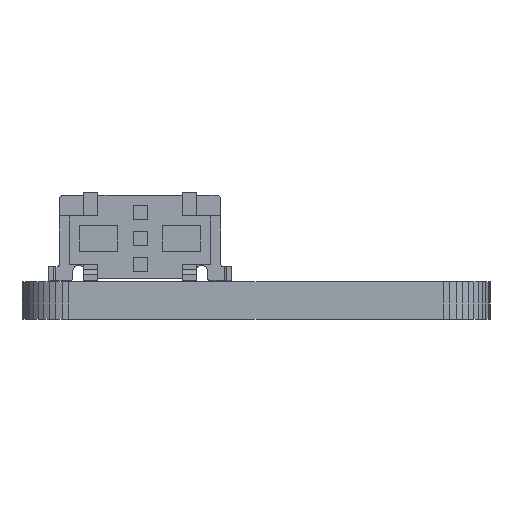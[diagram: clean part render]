
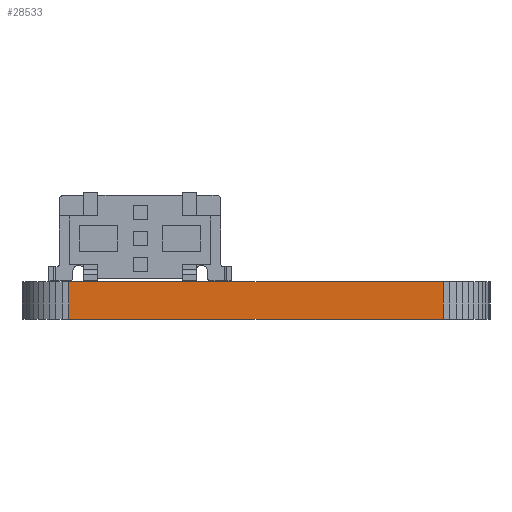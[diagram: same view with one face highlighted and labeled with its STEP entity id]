
A CAD part, front view. The second image highlights one B-rep face of the part: STEP entity #28533.
In plain terms, the highlighted planar face has unit normal (0, -1, 0).
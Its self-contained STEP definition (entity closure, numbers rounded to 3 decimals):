
#24136 = PLANE('',#24137);
#24137 = AXIS2_PLACEMENT_3D('',#24138,#24139,#24140);
#24138 = CARTESIAN_POINT('',(92.,-64.,1.6));
#24139 = DIRECTION('',(-0.,-0.,-1.));
#24140 = DIRECTION('',(-1.,0.,0.));
#24190 = PLANE('',#24191);
#24191 = AXIS2_PLACEMENT_3D('',#24192,#24193,#24194);
#24192 = CARTESIAN_POINT('',(92.,-64.,0.));
#24193 = DIRECTION('',(-0.,-0.,-1.));
#24194 = DIRECTION('',(-1.,0.,0.));
#24887 = VERTEX_POINT('',#24888);
#24888 = CARTESIAN_POINT('',(100.,-82.,0.));
#24902 = PLANE('',#24903);
#24903 = AXIS2_PLACEMENT_3D('',#24904,#24905,#24906);
#24904 = CARTESIAN_POINT('',(100.285,-81.98,0.));
#24905 = DIRECTION('',(0.071,-0.997,0.));
#24906 = DIRECTION('',(-0.997,-0.071,0.));
#24914 = EDGE_CURVE('',#24887,#24915,#24917,.T.);
#24915 = VERTEX_POINT('',#24916);
#24916 = CARTESIAN_POINT('',(84.,-82.,0.));
#24917 = SURFACE_CURVE('',#24918,(#24922,#24929),.PCURVE_S1.);
#24918 = LINE('',#24919,#24920);
#24919 = CARTESIAN_POINT('',(100.,-82.,0.));
#24920 = VECTOR('',#24921,1.);
#24921 = DIRECTION('',(-1.,0.,0.));
#24922 = PCURVE('',#24190,#24923);
#24923 = DEFINITIONAL_REPRESENTATION('',(#24924),#24928);
#24924 = LINE('',#24925,#24926);
#24925 = CARTESIAN_POINT('',(-8.,-18.));
#24926 = VECTOR('',#24927,1.);
#24927 = DIRECTION('',(1.,0.));
#24928 = ( GEOMETRIC_REPRESENTATION_CONTEXT(2) 
PARAMETRIC_REPRESENTATION_CONTEXT() REPRESENTATION_CONTEXT('2D SPACE',''
  ) );
#24929 = PCURVE('',#24930,#24935);
#24930 = PLANE('',#24931);
#24931 = AXIS2_PLACEMENT_3D('',#24932,#24933,#24934);
#24932 = CARTESIAN_POINT('',(100.,-82.,0.));
#24933 = DIRECTION('',(0.,-1.,0.));
#24934 = DIRECTION('',(-1.,0.,0.));
#24935 = DEFINITIONAL_REPRESENTATION('',(#24936),#24940);
#24936 = LINE('',#24937,#24938);
#24937 = CARTESIAN_POINT('',(0.,-0.));
#24938 = VECTOR('',#24939,1.);
#24939 = DIRECTION('',(1.,0.));
#24940 = ( GEOMETRIC_REPRESENTATION_CONTEXT(2) 
PARAMETRIC_REPRESENTATION_CONTEXT() REPRESENTATION_CONTEXT('2D SPACE',''
  ) );
#24958 = PLANE('',#24959);
#24959 = AXIS2_PLACEMENT_3D('',#24960,#24961,#24962);
#24960 = CARTESIAN_POINT('',(84.,-82.,0.));
#24961 = DIRECTION('',(-0.071,-0.997,0.));
#24962 = DIRECTION('',(-0.997,0.071,0.));
#26471 = VERTEX_POINT('',#26472);
#26472 = CARTESIAN_POINT('',(100.,-82.,1.6));
#26493 = EDGE_CURVE('',#26471,#26494,#26496,.T.);
#26494 = VERTEX_POINT('',#26495);
#26495 = CARTESIAN_POINT('',(84.,-82.,1.6));
#26496 = SURFACE_CURVE('',#26497,(#26501,#26508),.PCURVE_S1.);
#26497 = LINE('',#26498,#26499);
#26498 = CARTESIAN_POINT('',(100.,-82.,1.6));
#26499 = VECTOR('',#26500,1.);
#26500 = DIRECTION('',(-1.,0.,0.));
#26501 = PCURVE('',#24136,#26502);
#26502 = DEFINITIONAL_REPRESENTATION('',(#26503),#26507);
#26503 = LINE('',#26504,#26505);
#26504 = CARTESIAN_POINT('',(-8.,-18.));
#26505 = VECTOR('',#26506,1.);
#26506 = DIRECTION('',(1.,0.));
#26507 = ( GEOMETRIC_REPRESENTATION_CONTEXT(2) 
PARAMETRIC_REPRESENTATION_CONTEXT() REPRESENTATION_CONTEXT('2D SPACE',''
  ) );
#26508 = PCURVE('',#24930,#26509);
#26509 = DEFINITIONAL_REPRESENTATION('',(#26510),#26514);
#26510 = LINE('',#26511,#26512);
#26511 = CARTESIAN_POINT('',(0.,-1.6));
#26512 = VECTOR('',#26513,1.);
#26513 = DIRECTION('',(1.,0.));
#26514 = ( GEOMETRIC_REPRESENTATION_CONTEXT(2) 
PARAMETRIC_REPRESENTATION_CONTEXT() REPRESENTATION_CONTEXT('2D SPACE',''
  ) );
#28485 = EDGE_CURVE('',#24887,#26471,#28486,.T.);
#28486 = SURFACE_CURVE('',#28487,(#28491,#28498),.PCURVE_S1.);
#28487 = LINE('',#28488,#28489);
#28488 = CARTESIAN_POINT('',(100.,-82.,0.));
#28489 = VECTOR('',#28490,1.);
#28490 = DIRECTION('',(0.,0.,1.));
#28491 = PCURVE('',#24902,#28492);
#28492 = DEFINITIONAL_REPRESENTATION('',(#28493),#28497);
#28493 = LINE('',#28494,#28495);
#28494 = CARTESIAN_POINT('',(0.285,0.));
#28495 = VECTOR('',#28496,1.);
#28496 = DIRECTION('',(0.,-1.));
#28497 = ( GEOMETRIC_REPRESENTATION_CONTEXT(2) 
PARAMETRIC_REPRESENTATION_CONTEXT() REPRESENTATION_CONTEXT('2D SPACE',''
  ) );
#28498 = PCURVE('',#24930,#28499);
#28499 = DEFINITIONAL_REPRESENTATION('',(#28500),#28504);
#28500 = LINE('',#28501,#28502);
#28501 = CARTESIAN_POINT('',(0.,-0.));
#28502 = VECTOR('',#28503,1.);
#28503 = DIRECTION('',(0.,-1.));
#28504 = ( GEOMETRIC_REPRESENTATION_CONTEXT(2) 
PARAMETRIC_REPRESENTATION_CONTEXT() REPRESENTATION_CONTEXT('2D SPACE',''
  ) );
#28533 = ADVANCED_FACE('',(#28534),#24930,.T.);
#28534 = FACE_BOUND('',#28535,.T.);
#28535 = EDGE_LOOP('',(#28536,#28537,#28538,#28559));
#28536 = ORIENTED_EDGE('',*,*,#28485,.T.);
#28537 = ORIENTED_EDGE('',*,*,#26493,.T.);
#28538 = ORIENTED_EDGE('',*,*,#28539,.F.);
#28539 = EDGE_CURVE('',#24915,#26494,#28540,.T.);
#28540 = SURFACE_CURVE('',#28541,(#28545,#28552),.PCURVE_S1.);
#28541 = LINE('',#28542,#28543);
#28542 = CARTESIAN_POINT('',(84.,-82.,0.));
#28543 = VECTOR('',#28544,1.);
#28544 = DIRECTION('',(0.,0.,1.));
#28545 = PCURVE('',#24930,#28546);
#28546 = DEFINITIONAL_REPRESENTATION('',(#28547),#28551);
#28547 = LINE('',#28548,#28549);
#28548 = CARTESIAN_POINT('',(16.,0.));
#28549 = VECTOR('',#28550,1.);
#28550 = DIRECTION('',(0.,-1.));
#28551 = ( GEOMETRIC_REPRESENTATION_CONTEXT(2) 
PARAMETRIC_REPRESENTATION_CONTEXT() REPRESENTATION_CONTEXT('2D SPACE',''
  ) );
#28552 = PCURVE('',#24958,#28553);
#28553 = DEFINITIONAL_REPRESENTATION('',(#28554),#28558);
#28554 = LINE('',#28555,#28556);
#28555 = CARTESIAN_POINT('',(0.,0.));
#28556 = VECTOR('',#28557,1.);
#28557 = DIRECTION('',(0.,-1.));
#28558 = ( GEOMETRIC_REPRESENTATION_CONTEXT(2) 
PARAMETRIC_REPRESENTATION_CONTEXT() REPRESENTATION_CONTEXT('2D SPACE',''
  ) );
#28559 = ORIENTED_EDGE('',*,*,#24914,.F.);
